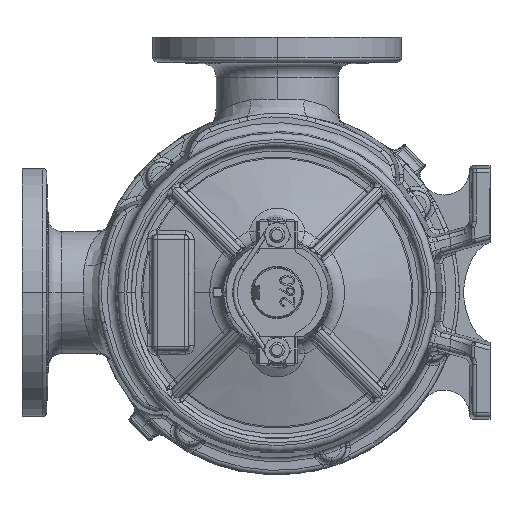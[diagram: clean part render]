
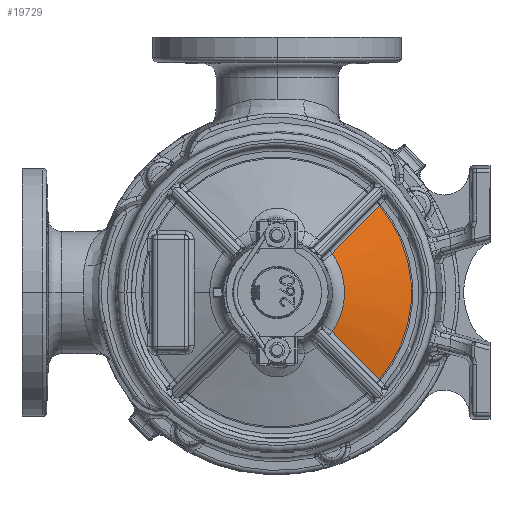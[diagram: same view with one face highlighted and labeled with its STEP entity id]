
A CAD part, left-side view. The second image highlights one B-rep face of the part: STEP entity #19729.
In plain terms, the highlighted conical face has half-angle 72.531 degrees and reference radius 96.174 mm.
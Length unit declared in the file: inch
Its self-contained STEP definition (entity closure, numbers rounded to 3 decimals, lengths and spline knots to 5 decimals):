
#395 = AXIS2_PLACEMENT_3D ( 'NONE', #53030, #20152, #58551 ) ;
#1066 = EDGE_CURVE ( 'NONE', #34237, #63871, #62116, .T. ) ;
#1351 = CARTESIAN_POINT ( 'NONE',  ( -4.82376, -2.43635, 2.00719 ) ) ;
#1627 = VERTEX_POINT ( 'NONE', #24892 ) ;
#3146 = CARTESIAN_POINT ( 'NONE',  ( -5.21844, -1.54826, -1.10534 ) ) ;
#3522 = DIRECTION ( 'NONE',  ( 1., 0., 0. ) ) ;
#3755 = CARTESIAN_POINT ( 'NONE',  ( -5.21844, -1.54826, 1.10534 ) ) ;
#7371 = CARTESIAN_POINT ( 'NONE',  ( -5.02154, -1.99261, 1.55615 ) ) ;
#14603 = DIRECTION ( 'NONE',  ( 0., 1., 0. ) ) ;
#17217 = ORIENTED_EDGE ( 'NONE', *, *, #1066, .T. ) ;
#19729 = ADVANCED_FACE ( 'NONE', ( #54669 ), #64201, .T. ) ;
#19774 = CARTESIAN_POINT ( 'NONE',  ( -4.82376, -2.43635, -2.00719 ) ) ;
#19844 = CARTESIAN_POINT ( 'NONE',  ( -5.21844, -1.54826, -1.10534 ) ) ;
#20152 = DIRECTION ( 'NONE',  ( 1., 0., 0. ) ) ;
#21069 = EDGE_CURVE ( 'NONE', #63871, #30560, #62904, .T. ) ;
#21564 = CARTESIAN_POINT ( 'NONE',  ( -5.21844, -1.54826, 1.10534 ) ) ;
#21621 = ORIENTED_EDGE ( 'NONE', *, *, #35716, .T. ) ;
#22545 = EDGE_CURVE ( 'NONE', #34237, #1627, #34453, .T. ) ;
#24892 = CARTESIAN_POINT ( 'NONE',  ( -4.62553, -2.87976, -2.45835 ) ) ;
#25285 = CARTESIAN_POINT ( 'NONE',  ( -4.62553, -2.87976, -2.45835 ) ) ;
#27120 = ORIENTED_EDGE ( 'NONE', *, *, #21069, .T. ) ;
#28446 = DIRECTION ( 'NONE',  ( 1., 0., 0. ) ) ;
#29966 = CARTESIAN_POINT ( 'NONE',  ( -4.62553, -2.87976, 2.45835 ) ) ;
#30560 = VERTEX_POINT ( 'NONE', #19844 ) ;
#30924 = CARTESIAN_POINT ( 'NONE',  ( -4.62553, 0., 0. ) ) ;
#33736 = CARTESIAN_POINT ( 'NONE',  ( -4.72469, -2.65808, 2.23276 ) ) ;
#34237 = VERTEX_POINT ( 'NONE', #68270 ) ;
#34453 = CIRCLE ( 'NONE', #42907, 3.78636 ) ;
#35716 = EDGE_CURVE ( 'NONE', #30560, #1627, #35947, .T. ) ;
#35947 = B_SPLINE_CURVE_WITH_KNOTS ( 'NONE', 3,
 ( #3146, #47128, #52638, #19774, #58160, #25285 ),
 .UNSPECIFIED., .F., .F.,
 ( 4, 2, 4 ),
 ( 0., 0.02526, 0.05051 ),
 .UNSPECIFIED. ) ;
#42907 = AXIS2_PLACEMENT_3D ( 'NONE', #61335, #28446, #66887 ) ;
#47128 = CARTESIAN_POINT ( 'NONE',  ( -5.12028, -1.77064, -1.33067 ) ) ;
#51883 = CARTESIAN_POINT ( 'NONE',  ( -5.12028, -1.77064, 1.33068 ) ) ;
#52638 = CARTESIAN_POINT ( 'NONE',  ( -5.02154, -1.99261, -1.55615 ) ) ;
#53030 = CARTESIAN_POINT ( 'NONE',  ( -5.21844, 0., 0. ) ) ;
#54669 = FACE_OUTER_BOUND ( 'NONE', #57500, .T. ) ;
#57500 = EDGE_LOOP ( 'NONE', ( #70209, #17217, #27120, #21621 ) ) ;
#58160 = CARTESIAN_POINT ( 'NONE',  ( -4.72469, -2.65808, -2.23276 ) ) ;
#58551 = DIRECTION ( 'NONE',  ( 0., 1., 0. ) ) ;
#61335 = CARTESIAN_POINT ( 'NONE',  ( -4.62553, 0., 0. ) ) ;
#62116 = B_SPLINE_CURVE_WITH_KNOTS ( 'NONE', 3,
 ( #29966, #33736, #1351, #7371, #51883, #21564 ),
 .UNSPECIFIED., .F., .F.,
 ( 4, 2, 4 ),
 ( 0., 0.02526, 0.05051 ),
 .UNSPECIFIED. ) ;
#62904 = CIRCLE ( 'NONE', #395, 1.90234 ) ;
#63871 = VERTEX_POINT ( 'NONE', #3755 ) ;
#63881 = AXIS2_PLACEMENT_3D ( 'NONE', #30924, #3522, #14603 ) ;
#64201 = CONICAL_SURFACE ( 'NONE', #63881, 3.78636, 1.266 ) ;
#66887 = DIRECTION ( 'NONE',  ( 0., 1., 0. ) ) ;
#68270 = CARTESIAN_POINT ( 'NONE',  ( -4.62553, -2.87976, 2.45835 ) ) ;
#70209 = ORIENTED_EDGE ( 'NONE', *, *, #22545, .F. ) ;
